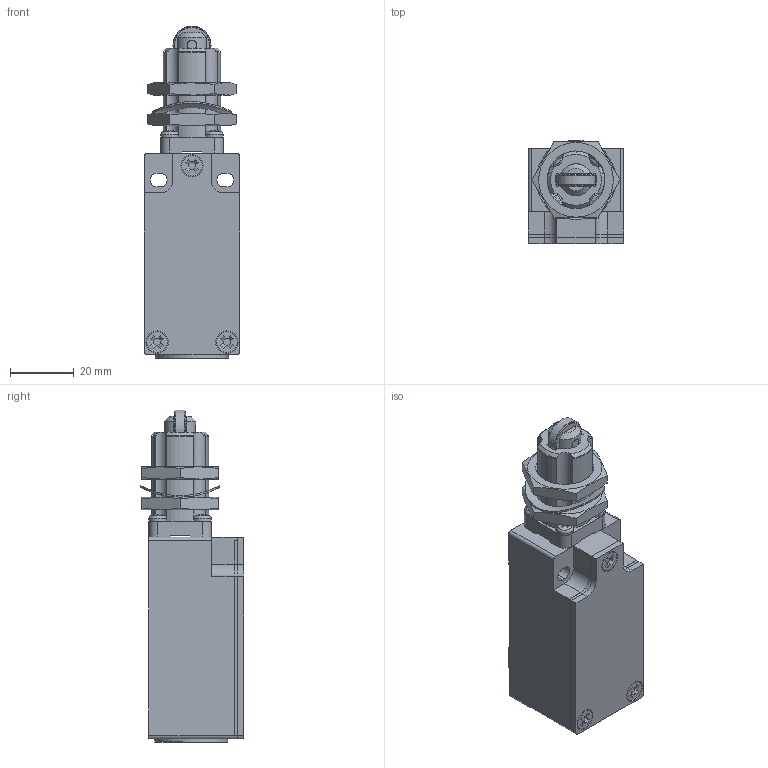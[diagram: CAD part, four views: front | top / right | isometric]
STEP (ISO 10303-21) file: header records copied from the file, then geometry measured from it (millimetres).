
FILE_DESCRIPTION (( 'STEP AP214' ), '1' );
FILE_NAME ('Z4R-235-11Z.STEP', '2021-01-18T18:31:30', ( '' ), ( '' ), 'SwSTEP 2.0', 'SolidWorks 2019', '' );
FILE_SCHEMA (( 'AUTOMOTIVE_DESIGN' ));
Length unit declared in the file: inch
Products named in the file (1): Z4R-235-11Z
Bounding box: 30 x 32.5 x 104.5 mm (x, y, z)
Volume: 62375.8 mm3; surface area: 16919.5 mm2
Topology: 2 solids, 2 shells, 389 faces, 1027 edges, 656 vertices
Faces by surface type: plane 265, cylinder 95, cone 21, bspline 8
Full cylindrical faces by diameter (mm): 3 x4, 5.407 x4, 6.5 x3, 7 x5, 10 x1, 10.55 x1, 12 x1, 13 x1, 13.85 x1, 18.6 x1, 19 x1, 23 x1
Entity records: 17640 total; most frequent: CARTESIAN_POINT 3193, ORIENTED_EDGE 1946, DIRECTION 1854, EDGE_CURVE 973, VERTEX_POINT 641, AXIS2_PLACEMENT_3D 640, VECTOR 574, LINE 574
